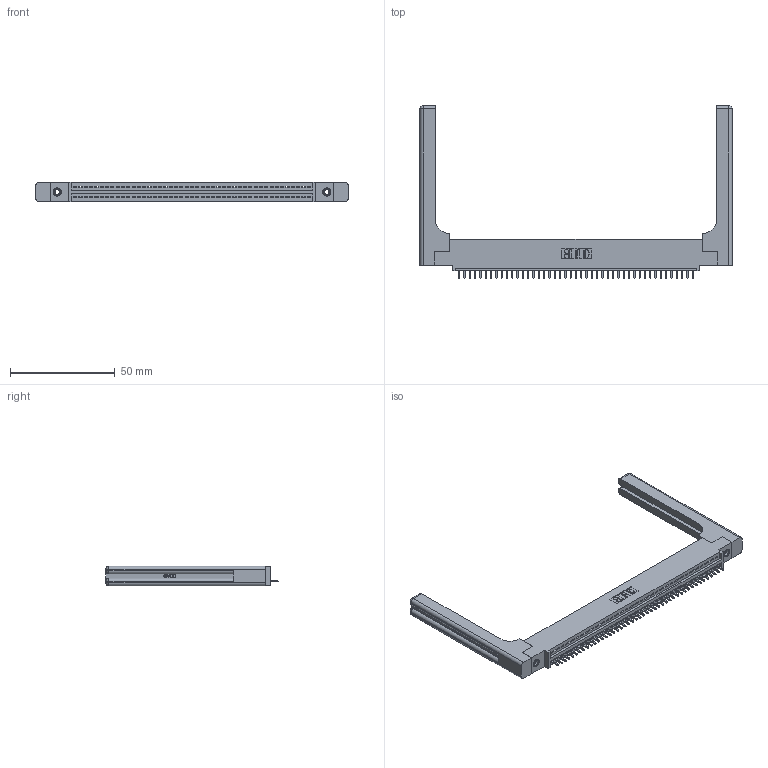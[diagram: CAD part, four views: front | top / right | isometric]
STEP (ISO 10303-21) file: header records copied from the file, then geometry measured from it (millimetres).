
FILE_DESCRIPTION (( 'STEP AP203' ), '1' );
FILE_NAME ('395-045-521-458.STEP', '2019-10-22T17:51:20', ( '' ), ( '' ), 'SwSTEP 2.0', 'SolidWorks 2016', '' );
FILE_SCHEMA (( 'CONFIG_CONTROL_DESIGN' ));
Length unit declared in the file: inch
Products named in the file (5): 395-045-521-458; 345-220-058_345-220-058; 345 Part_0.110 Offset - 0.156 Dia-TH; 345-292-001_345-293-121; 345-250-001_345-250-001-102
Assembly tree (50 placements, depth 2):
  395-045-521-458
    345 Part_0.110 Offset - 0.156 Dia-TH
    345-292-001_345-293-121  x45
    345-250-001_345-250-001-102  x2
    345-220-058_345-220-058  x2
Bounding box: 149.33 x 82.47 x 9.4 mm (x, y, z)
Volume: 22511.3 mm3; surface area: 23540.7 mm2
Topology: 50 solids, 50 shells, 2996 faces, 8939 edges, 5878 vertices
Faces by surface type: plane 2032, cylinder 904, bspline 36, cone 12, sphere 8, torus 4
Entity records: 38796 total; most frequent: CARTESIAN_POINT 7692, ORIENTED_EDGE 6468, DIRECTION 5660, EDGE_CURVE 3234, VECTOR 2830, LINE 2830, VERTEX_POINT 2146, AXIS2_PLACEMENT_3D 1415
